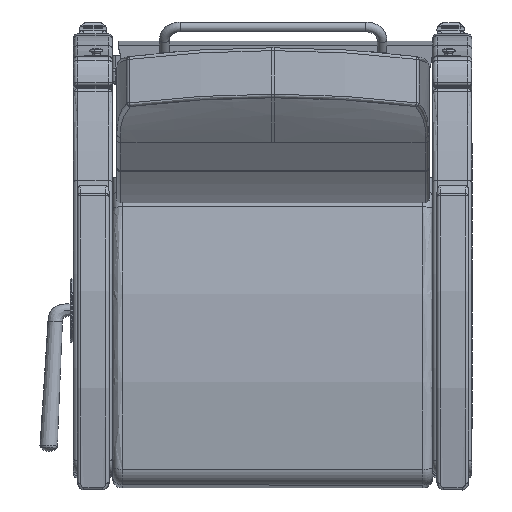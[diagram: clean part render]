
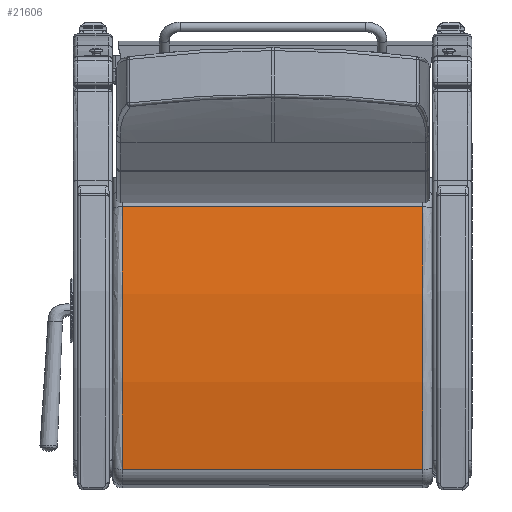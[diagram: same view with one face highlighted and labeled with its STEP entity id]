
A CAD part, front view. The second image highlights one B-rep face of the part: STEP entity #21606.
In plain terms, the highlighted free-form (B-spline) face has degree [1, 2] with [2, 3] control points.
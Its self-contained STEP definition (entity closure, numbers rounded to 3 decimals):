
#1004=(
BOUNDED_SURFACE()
B_SPLINE_SURFACE(1,2,((#45179,#45180,#45181),(#45182,#45183,#45184)),
 .UNSPECIFIED.,.F.,.F.,.F.)
B_SPLINE_SURFACE_WITH_KNOTS((2,2),(3,3),(-0.193,0.193),
(1.362,1.699),.UNSPECIFIED.)
GEOMETRIC_REPRESENTATION_ITEM()
RATIONAL_B_SPLINE_SURFACE(((1.,0.986,1.),(1.,0.986,
1.)))
REPRESENTATION_ITEM('')
SURFACE()
);
#1694=ELLIPSE('',#23408,60.054,60.);
#1704=ELLIPSE('',#23436,60.054,60.);
#2551=LINE('',#45177,#4035);
#2552=LINE('',#45186,#4036);
#4035=VECTOR('',#26454,0.394);
#4036=VECTOR('',#26457,0.394);
#5554=FACE_OUTER_BOUND('',#6848,.T.);
#6848=EDGE_LOOP('',(#16055,#16056,#16057,#16058));
#9945=VERTEX_POINT('',#44969);
#9946=VERTEX_POINT('',#44970);
#9971=VERTEX_POINT('',#45176);
#9972=VERTEX_POINT('',#45185);
#12360=EDGE_CURVE('',#9945,#9946,#1694,.T.);
#12398=EDGE_CURVE('',#9946,#9971,#2551,.T.);
#12400=EDGE_CURVE('',#9945,#9972,#2552,.T.);
#12401=EDGE_CURVE('',#9971,#9972,#1704,.T.);
#16055=ORIENTED_EDGE('',*,*,#12360,.F.);
#16056=ORIENTED_EDGE('',*,*,#12400,.T.);
#16057=ORIENTED_EDGE('',*,*,#12401,.F.);
#16058=ORIENTED_EDGE('',*,*,#12398,.F.);
#21606=ADVANCED_FACE('',(#5554),#1004,.F.);
#23408=AXIS2_PLACEMENT_3D('',#44971,#26386,#26387);
#23436=AXIS2_PLACEMENT_3D('',#45187,#26458,#26459);
#26386=DIRECTION('center_axis',(0.,0.,-1.));
#26387=DIRECTION('ref_axis',(1.,0.,0.));
#26454=DIRECTION('',(0.,0.,1.));
#26457=DIRECTION('',(0.,0.,1.));
#26458=DIRECTION('center_axis',(0.,0.,1.));
#26459=DIRECTION('ref_axis',(1.,0.,0.));
#44969=CARTESIAN_POINT('',(-10.045,1.256,-11.563));
#44970=CARTESIAN_POINT('',(10.111,0.445,-11.563));
#44971=CARTESIAN_POINT('Origin',(-2.35,-58.249,-11.563));
#45176=CARTESIAN_POINT('',(10.111,0.445,11.563));
#45177=CARTESIAN_POINT('',(10.111,0.445,0.));
#45179=CARTESIAN_POINT('Ctrl Pts',(10.111,0.445,-11.563));
#45180=CARTESIAN_POINT('Ctrl Pts',(0.103,2.566,-11.563));
#45181=CARTESIAN_POINT('Ctrl Pts',(-10.045,1.256,-11.563));
#45182=CARTESIAN_POINT('Ctrl Pts',(10.111,0.445,11.563));
#45183=CARTESIAN_POINT('Ctrl Pts',(0.103,2.566,11.563));
#45184=CARTESIAN_POINT('Ctrl Pts',(-10.045,1.256,11.563));
#45185=CARTESIAN_POINT('',(-10.045,1.256,11.563));
#45186=CARTESIAN_POINT('',(-10.045,1.256,0.));
#45187=CARTESIAN_POINT('Origin',(-2.35,-58.249,11.563));
